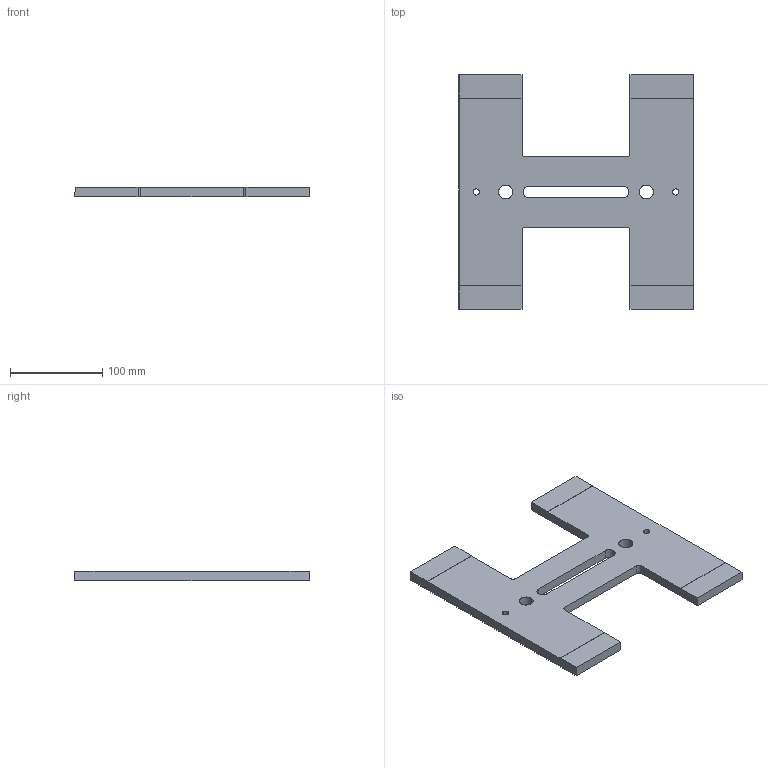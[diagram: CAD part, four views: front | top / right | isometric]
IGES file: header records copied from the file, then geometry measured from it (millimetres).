
Start section: SolidWorks IGES file using analytic representation for surfaces
Global section: file name: 87HD1002417_aLIGO_Manifold Cryo Baffle_Upper Horizontal Weight-v4.IGS; native system: SolidWorks 2012; preprocessor: SolidWorks 2012; author: kbucklan; date: 130206.124151; units: inch
Bounding box: 254 x 254 x 10.41 mm (x, y, z)
Surface area: 101444.9 mm2 (no closed solid volume)
Topology: 0 solids, 0 shells, 45 faces, 596 edges, 596 vertices
Faces by surface type: bspline 26, revolution 19
